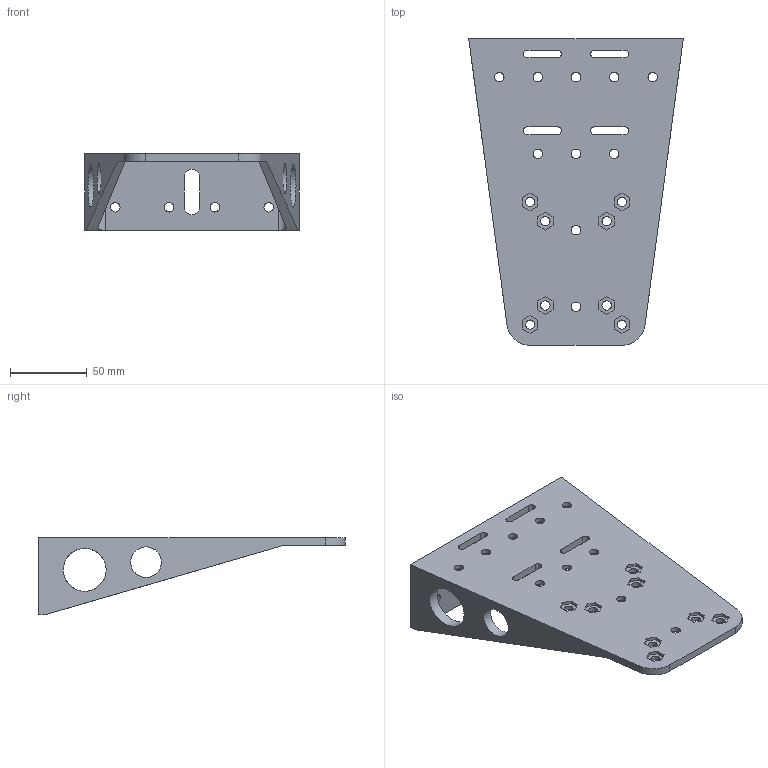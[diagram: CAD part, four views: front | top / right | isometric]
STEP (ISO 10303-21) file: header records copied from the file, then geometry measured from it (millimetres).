
FILE_DESCRIPTION(('FreeCAD Model'),'2;1');
FILE_NAME( 'rearchassis.step' ,'2019-11-01T23:53:19',('Author'),(''), 'Open CASCADE STEP processor 7.3','FreeCAD','Unknown');
FILE_SCHEMA(('AUTOMOTIVE_DESIGN { 1 0 10303 214 1 1 1 1 }'));
Length unit declared in the file: millimetre
Products named in the file (1): rearchassis
Bounding box: 140 x 200 x 50 mm (x, y, z)
Volume: 168398.9 mm3; surface area: 74090.8 mm2
Topology: 1 solids, 1 shells, 190 faces, 506 edges, 336 vertices
Faces by surface type: plane 150, cylinder 40
Full cylindrical faces by diameter (mm): 6 x4, 6.1 x18, 20 x2, 28 x2
Entity records: 12815 total; most frequent: CARTESIAN_POINT 2401, DIRECTION 1936, LINE 1348, VECTOR 1348, ORIENTED_EDGE 1012, PCURVE 1012, DEFINITIONAL_REPRESENTATION 1012, EDGE_CURVE 506
